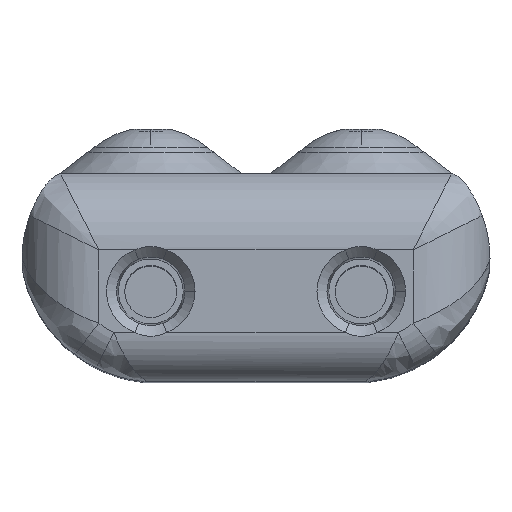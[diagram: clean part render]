
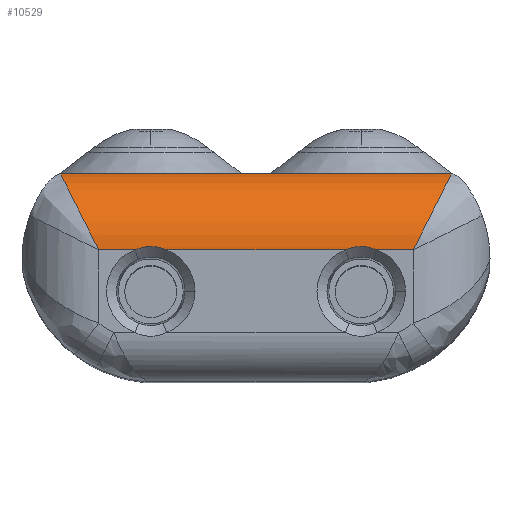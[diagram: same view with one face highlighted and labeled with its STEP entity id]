
A CAD part, top view. The second image highlights one B-rep face of the part: STEP entity #10529.
In plain terms, the highlighted cylindrical face has radius 2 mm (diameter 4 mm), a partial arc.
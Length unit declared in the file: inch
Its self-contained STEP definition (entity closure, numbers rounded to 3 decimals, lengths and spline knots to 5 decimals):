
#6 = DIRECTION ( 'NONE',  ( 0., 0., 1. ) ) ;
#182 = EDGE_CURVE ( 'NONE', #1800, #11611, #4524, .T. ) ;
#436 = EDGE_CURVE ( 'NONE', #12391, #1616, #4773, .T. ) ;
#515 = CARTESIAN_POINT ( 'NONE',  ( 0.19685, 0.04134, 0.96128 ) ) ;
#575 = VERTEX_POINT ( 'NONE', #2334 ) ;
#953 = CARTESIAN_POINT ( 'NONE',  ( -0.09859, 0.04416, 0.96123 ) ) ;
#1220 = LINE ( 'NONE', #515, #6261 ) ;
#1328 = CARTESIAN_POINT ( 'NONE',  ( -0.17617, 0.07872, 0.96128 ) ) ;
#1501 = CARTESIAN_POINT ( 'NONE',  ( 0.10398, 0.04471, 0.96121 ) ) ;
#1553 = CARTESIAN_POINT ( 'NONE',  ( 0.12122, 0.04134, 0.96128 ) ) ;
#1578 = CARTESIAN_POINT ( 'NONE',  ( 0.09195, 0.04246, 0.96128 ) ) ;
#1614 = LINE ( 'NONE', #7092, #14632 ) ;
#1616 = VERTEX_POINT ( 'NONE', #13501 ) ;
#1657 = CARTESIAN_POINT ( 'NONE',  ( 0.10593, 0.04473, 0.96121 ) ) ;
#1800 = VERTEX_POINT ( 'NONE', #15119 ) ;
#1872 = CARTESIAN_POINT ( 'NONE',  ( -0.09196, 0.04247, 0.96128 ) ) ;
#2103 = CARTESIAN_POINT ( 'NONE',  ( -0.11075, 0.04437, 0.96123 ) ) ;
#2304 = CYLINDRICAL_SURFACE ( 'NONE', #15109, 0.07874 ) ;
#2334 = CARTESIAN_POINT ( 'NONE',  ( 0.08941, 0.04134, 0.96128 ) ) ;
#2545 = VECTOR ( 'NONE', #10780, 39.37008 ) ;
#2574 = CARTESIAN_POINT ( 'NONE',  ( 0.1087, 0.04459, 0.96122 ) ) ;
#2729 = CARTESIAN_POINT ( 'NONE',  ( 0.10259, 0.04464, 0.96121 ) ) ;
#2838 = CARTESIAN_POINT ( 'NONE',  ( 0.19685, 0.04134, 0.96128 ) ) ;
#3125 = CARTESIAN_POINT ( 'NONE',  ( -0.11607, 0.04331, 0.96126 ) ) ;
#3200 = CARTESIAN_POINT ( 'NONE',  ( -0.1047, 0.04473, 0.96121 ) ) ;
#3275 = CARTESIAN_POINT ( 'NONE',  ( -0.11208, 0.04416, 0.96123 ) ) ;
#3519 = CARTESIAN_POINT ( 'NONE',  ( 0.19685, 0.11759, 0.90219 ) ) ;
#3819 = CARTESIAN_POINT ( 'NONE',  ( 0.10361, 0.04469, 0.96121 ) ) ;
#4173 = EDGE_CURVE ( 'NONE', #12391, #1800, #1614, .T. ) ;
#4350 = CARTESIAN_POINT ( 'NONE',  ( -0.10261, 0.04464, 0.96121 ) ) ;
#4524 =( BOUNDED_CURVE ( )  B_SPLINE_CURVE ( 3, ( #7151, #1328, #6015, #12730 ),
 .UNSPECIFIED., .F., .T. ) 
 B_SPLINE_CURVE_WITH_KNOTS ( ( 4, 4 ),
 ( 4.71239, 6.03097 ),
 .UNSPECIFIED. ) 
 CURVE ( )  GEOMETRIC_REPRESENTATION_ITEM ( )  RATIONAL_B_SPLINE_CURVE ( ( 1., 0.86, 0.86, 1. ) ) 
 REPRESENTATION_ITEM ( '' )  );
#4773 = B_SPLINE_CURVE_WITH_KNOTS ( 'NONE', 3,
 ( #9815, #14489, #3125, #3275, #2103, #12504, #5344, #13500, #8988, #9975, #14881, #3200, #14649, #4350, #11199, #6786, #953, #12346, #1872, #13571 ),
 .UNSPECIFIED., .F., .F.,
 ( 4, 2, 2, 2, 2, 2, 2, 2, 2, 4 ),
 ( 0., 0.25, 0.375, 0.4375, 0.46875, 0.5, 0.5625, 0.625, 0.75, 1. ),
 .UNSPECIFIED. ) ;
#4964 = CARTESIAN_POINT ( 'NONE',  ( 0.105, 0.04473, 0.96121 ) ) ;
#5042 = CARTESIAN_POINT ( 'NONE',  ( 0.08941, 0.04134, 0.96128 ) ) ;
#5043 = ORIENTED_EDGE ( 'NONE', *, *, #14241, .T. ) ;
#5066 = ORIENTED_EDGE ( 'NONE', *, *, #4173, .F. ) ;
#5192 = CARTESIAN_POINT ( 'NONE',  ( 0.1046, 0.04472, 0.96121 ) ) ;
#5332 = CARTESIAN_POINT ( 'NONE',  ( 0.1956, 0.11759, 0.90219 ) ) ;
#5344 = CARTESIAN_POINT ( 'NONE',  ( -0.10804, 0.04464, 0.96121 ) ) ;
#5699 = EDGE_CURVE ( 'NONE', #13293, #9580, #14376, .T. ) ;
#5917 = CARTESIAN_POINT ( 'NONE',  ( 0.19685, 0.04134, 0.88254 ) ) ;
#6015 = CARTESIAN_POINT ( 'NONE',  ( -0.19094, 0.10826, 0.93839 ) ) ;
#6094 = CARTESIAN_POINT ( 'NONE',  ( -0.12122, 0.04134, 0.96128 ) ) ;
#6115 = EDGE_CURVE ( 'NONE', #14551, #11611, #11526, .T. ) ;
#6261 = VECTOR ( 'NONE', #8098, 39.37008 ) ;
#6472 = VECTOR ( 'NONE', #8081, 39.37008 ) ;
#6702 = CARTESIAN_POINT ( 'NONE',  ( 0.15748, 0.04134, 0.96128 ) ) ;
#6786 = CARTESIAN_POINT ( 'NONE',  ( -0.09992, 0.04437, 0.96123 ) ) ;
#6994 = EDGE_CURVE ( 'NONE', #575, #1616, #1220, .T. ) ;
#7092 = CARTESIAN_POINT ( 'NONE',  ( 0.19685, 0.04134, 0.96128 ) ) ;
#7122 = ORIENTED_EDGE ( 'NONE', *, *, #6115, .T. ) ;
#7135 = CARTESIAN_POINT ( 'NONE',  ( -0.1956, 0.11759, 0.90219 ) ) ;
#7151 = CARTESIAN_POINT ( 'NONE',  ( -0.15748, 0.04134, 0.96128 ) ) ;
#7386 = ORIENTED_EDGE ( 'NONE', *, *, #6994, .F. ) ;
#7391 = CARTESIAN_POINT ( 'NONE',  ( 0.10667, 0.04471, 0.96121 ) ) ;
#7468 = CARTESIAN_POINT ( 'NONE',  ( 0.09988, 0.04437, 0.96123 ) ) ;
#7718 = ORIENTED_EDGE ( 'NONE', *, *, #436, .T. ) ;
#8081 = DIRECTION ( 'NONE',  ( -1., 0., 0. ) ) ;
#8098 = DIRECTION ( 'NONE',  ( -1., 0., 0. ) ) ;
#8459 = CARTESIAN_POINT ( 'NONE',  ( 0.09855, 0.04416, 0.96123 ) ) ;
#8980 = CARTESIAN_POINT ( 'NONE',  ( 0.19094, 0.10826, 0.93839 ) ) ;
#8988 = CARTESIAN_POINT ( 'NONE',  ( -0.10665, 0.04471, 0.96121 ) ) ;
#9518 = DIRECTION ( 'NONE',  ( -1., 0., 0. ) ) ;
#9580 = VERTEX_POINT ( 'NONE', #1553 ) ;
#9668 = CARTESIAN_POINT ( 'NONE',  ( 0.11604, 0.04331, 0.96126 ) ) ;
#9815 = CARTESIAN_POINT ( 'NONE',  ( -0.12122, 0.04134, 0.96128 ) ) ;
#9817 = CARTESIAN_POINT ( 'NONE',  ( 0.11867, 0.04247, 0.96128 ) ) ;
#9975 = CARTESIAN_POINT ( 'NONE',  ( -0.10603, 0.04472, 0.96121 ) ) ;
#10242 = CARTESIAN_POINT ( 'NONE',  ( 0.15748, 0.04134, 0.96128 ) ) ;
#10529 = ADVANCED_FACE ( 'NONE', ( #14430 ), #2304, .T. ) ;
#10780 = DIRECTION ( 'NONE',  ( -1., 0., 0. ) ) ;
#10828 = CARTESIAN_POINT ( 'NONE',  ( 0.12122, 0.04134, 0.96128 ) ) ;
#10876 = EDGE_CURVE ( 'NONE', #575, #9580, #12101, .T. ) ;
#11053 = CARTESIAN_POINT ( 'NONE',  ( 0.11204, 0.04416, 0.96123 ) ) ;
#11199 = CARTESIAN_POINT ( 'NONE',  ( -0.10193, 0.04459, 0.96122 ) ) ;
#11526 = LINE ( 'NONE', #3519, #6472 ) ;
#11611 = VERTEX_POINT ( 'NONE', #7135 ) ;
#11772 = DIRECTION ( 'NONE',  ( -1., 0., 0. ) ) ;
#11894 = CARTESIAN_POINT ( 'NONE',  ( 0.11071, 0.04437, 0.96123 ) ) ;
#12040 = CARTESIAN_POINT ( 'NONE',  ( 0.10802, 0.04464, 0.96121 ) ) ;
#12101 = B_SPLINE_CURVE_WITH_KNOTS ( 'NONE', 3,
 ( #5042, #1578, #14492, #8459, #7468, #12120, #2729, #3819, #1501, #5192, #4964, #1657, #7391, #12040, #2574, #11894, #11053, #9668, #9817, #10828 ),
 .UNSPECIFIED., .F., .F.,
 ( 4, 2, 2, 2, 2, 2, 2, 2, 2, 4 ),
 ( 0., 0.25, 0.375, 0.4375, 0.46875, 0.5, 0.5625, 0.625, 0.75, 1. ),
 .UNSPECIFIED. ) ;
#12120 = CARTESIAN_POINT ( 'NONE',  ( 0.10191, 0.04458, 0.96122 ) ) ;
#12346 = CARTESIAN_POINT ( 'NONE',  ( -0.09459, 0.04331, 0.96126 ) ) ;
#12391 = VERTEX_POINT ( 'NONE', #6094 ) ;
#12421 = CARTESIAN_POINT ( 'NONE',  ( 0.17617, 0.07872, 0.96128 ) ) ;
#12504 = CARTESIAN_POINT ( 'NONE',  ( -0.10872, 0.04458, 0.96122 ) ) ;
#12561 = ORIENTED_EDGE ( 'NONE', *, *, #182, .F. ) ;
#12730 = CARTESIAN_POINT ( 'NONE',  ( -0.1956, 0.11759, 0.90219 ) ) ;
#13022 = ORIENTED_EDGE ( 'NONE', *, *, #10876, .T. ) ;
#13293 = VERTEX_POINT ( 'NONE', #10242 ) ;
#13476 = CARTESIAN_POINT ( 'NONE',  ( 0.1956, 0.11759, 0.90219 ) ) ;
#13500 = CARTESIAN_POINT ( 'NONE',  ( -0.10702, 0.04469, 0.96121 ) ) ;
#13501 = CARTESIAN_POINT ( 'NONE',  ( -0.08941, 0.04134, 0.96128 ) ) ;
#13571 = CARTESIAN_POINT ( 'NONE',  ( -0.08941, 0.04134, 0.96128 ) ) ;
#13802 = ORIENTED_EDGE ( 'NONE', *, *, #5699, .F. ) ;
#14241 = EDGE_CURVE ( 'NONE', #13293, #14551, #14546, .T. ) ;
#14376 = LINE ( 'NONE', #2838, #2545 ) ;
#14430 = FACE_OUTER_BOUND ( 'NONE', #14540, .T. ) ;
#14489 = CARTESIAN_POINT ( 'NONE',  ( -0.11868, 0.04246, 0.96128 ) ) ;
#14492 = CARTESIAN_POINT ( 'NONE',  ( 0.09456, 0.04331, 0.96126 ) ) ;
#14540 = EDGE_LOOP ( 'NONE', ( #7386, #13022, #13802, #5043, #7122, #12561, #5066, #7718 ) ) ;
#14546 =( BOUNDED_CURVE ( )  B_SPLINE_CURVE ( 3, ( #6702, #12421, #8980, #5332 ),
 .UNSPECIFIED., .F., .T. ) 
 B_SPLINE_CURVE_WITH_KNOTS ( ( 4, 4 ),
 ( 1.5708, 2.88937 ),
 .UNSPECIFIED. ) 
 CURVE ( )  GEOMETRIC_REPRESENTATION_ITEM ( )  RATIONAL_B_SPLINE_CURVE ( ( 1., 0.86, 0.86, 1. ) ) 
 REPRESENTATION_ITEM ( '' )  );
#14551 = VERTEX_POINT ( 'NONE', #13476 ) ;
#14632 = VECTOR ( 'NONE', #9518, 39.37008 ) ;
#14649 = CARTESIAN_POINT ( 'NONE',  ( -0.10396, 0.04471, 0.96121 ) ) ;
#14881 = CARTESIAN_POINT ( 'NONE',  ( -0.10563, 0.04473, 0.96121 ) ) ;
#15109 = AXIS2_PLACEMENT_3D ( 'NONE', #5917, #11772, #6 ) ;
#15119 = CARTESIAN_POINT ( 'NONE',  ( -0.15748, 0.04134, 0.96128 ) ) ;
